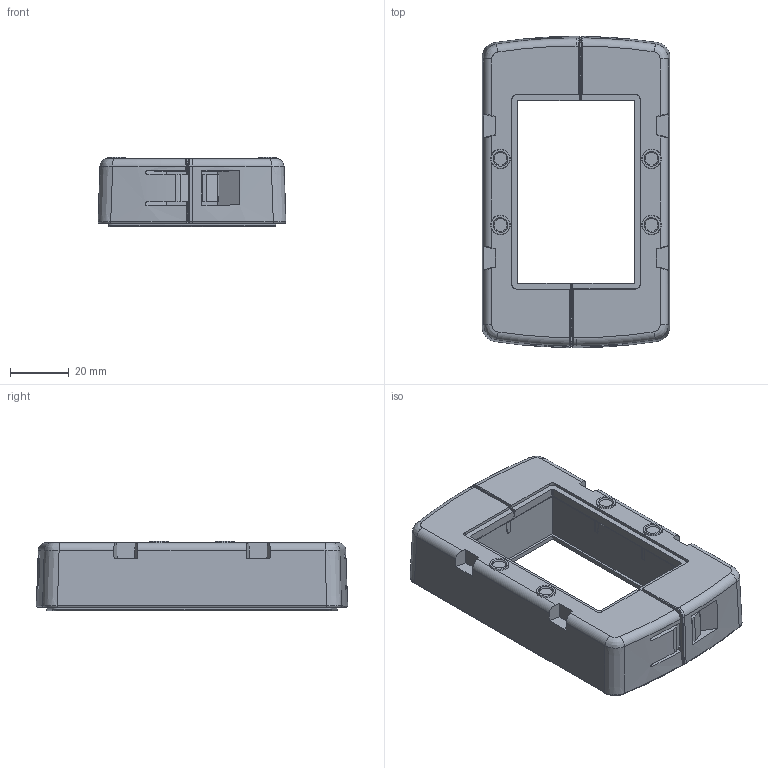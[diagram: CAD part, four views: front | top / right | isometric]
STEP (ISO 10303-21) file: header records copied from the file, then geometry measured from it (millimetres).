
FILE_DESCRIPTION(('CATIA V5 STEP Exchange','CAx-IF Rec.Pracs.--- Model Styling and Organization---1.5--- 2016-08-15','CAx-IF Rec.Pracs.---Supplemental Geometry---1.0---2011-11-01','CAx-IF Rec.Pracs.--- Composite Materials ---1.1---2010-07-15'),'2;1');
FILE_NAME ('1469347-6_3_2891480000_2891480000.stp','2024-05-15T05:42:58+00:00',('none'),('Weidmueller'),'CATIA Version 5-6 Release 2022 SP4 HF5','CATIA V5 STEP AP214 v3','none');
FILE_SCHEMA(('AUTOMOTIVE_DESIGN { 1 0 10303 214 1 1 1 1 }'));
Products named in the file (1): 2891480000_CABTITE_FRFT_10/6
Bounding box: 63.96 x 105.95 x 23.7 mm (x, y, z)
Volume: 68898.4 mm3; surface area: 40817.8 mm2
Topology: 1 solids, 7 shells, 1388 faces, 3978 edges, 2632 vertices
Faces by surface type: plane 881, bspline 172, cylinder 122, extrusion 77, cone 72, torus 60, sphere 4
Entity records: 51097 total; most frequent: CARTESIAN_POINT 16237, ORIENTED_EDGE 7948, DIRECTION 5288, EDGE_CURVE 3974, VECTOR 2734, LINE 2657, VERTEX_POINT 2632, EDGE_LOOP 1458
